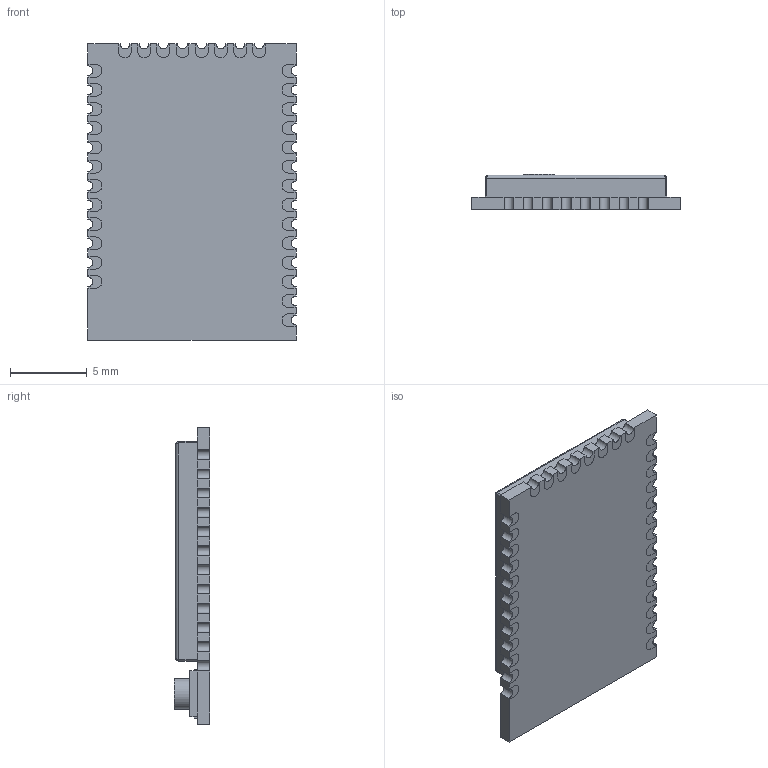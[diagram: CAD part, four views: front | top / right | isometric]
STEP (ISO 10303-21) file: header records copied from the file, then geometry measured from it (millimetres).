
FILE_DESCRIPTION(/* description */ (''),/* implementation_level */ '2;1');
FILE_NAME(/* name */ 'XBee3 Micro.step',/* time_stamp */ '2020-09-15T01:55:48-04:00',/* author */ (''),/* organization */ (''),/* preprocessor_version */ 'ST-DEVELOPER v18.1',/* originating_system */ 'Autodesk Translation Framework v9.3.0.1241',/* authorisation */ '');
FILE_SCHEMA (('AUTOMOTIVE_DESIGN { 1 0 10303 214 3 1 1 }'));
Length unit declared in the file: millimetre
Products named in the file (2): XBee3 Micro; CON_UFL_COAX_TYPE1
Assembly tree (1 placements, depth 2):
  XBee3 Micro
    CON_UFL_COAX_TYPE1
Bounding box: 13.56 x 2.29 x 19.3 mm (x, y, z)
Volume: 448 mm3; surface area: 681.2 mm2
Topology: 2 solids, 2 shells, 181 faces, 645 edges, 467 vertices
Faces by surface type: plane 131, cylinder 45, bspline 4, sphere 1
Full cylindrical faces by diameter (mm): 0.4 x1, 1.6 x1, 2 x1
Entity records: 7356 total; most frequent: CARTESIAN_POINT 1368, ORIENTED_EDGE 1280, DIRECTION 1127, EDGE_CURVE 640, LINE 515, VECTOR 515, VERTEX_POINT 467, AXIS2_PLACEMENT_3D 306
